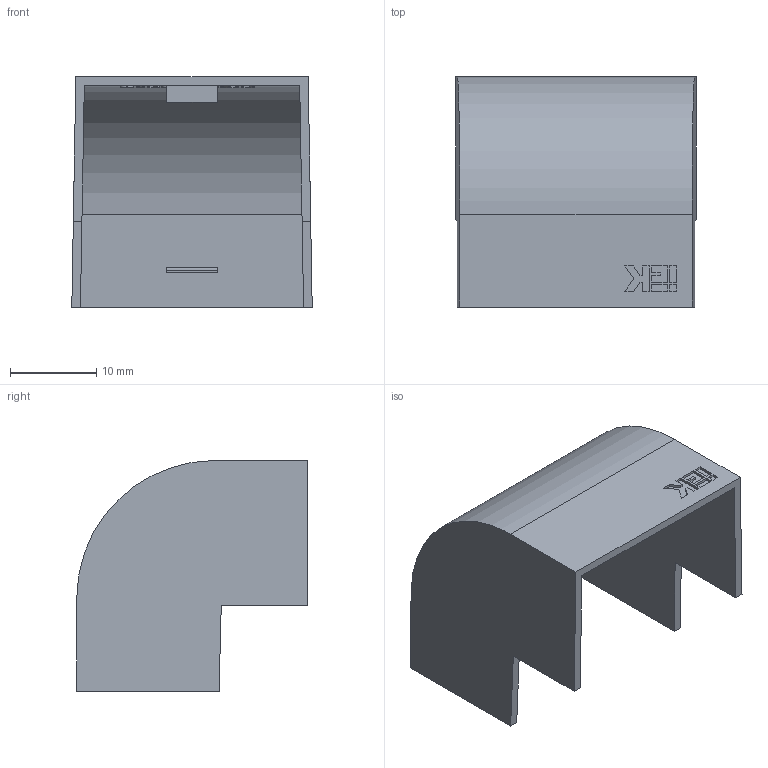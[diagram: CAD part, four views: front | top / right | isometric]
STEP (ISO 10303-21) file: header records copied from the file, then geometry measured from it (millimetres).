
FILE_DESCRIPTION (( 'STEP AP214' ), '1' );
FILE_NAME ('CKMP10D-N-025-016-K01 Âíåøíèé óãîë ÊÌÍ 25õ16 (4 øò._êîìï.).STEP', '2016-06-20T06:26:15', ( '' ), ( '' ), 'SwSTEP 2.0', 'SolidWorks 2014', '' );
FILE_SCHEMA (( 'AUTOMOTIVE_DESIGN' ));
Length unit declared in the file: millimetre
Products named in the file (1): CKMP10D-N-025-016-K01 Âíåøíèé óãîë ÊÌÍ 25õ16 (4 øò._êîìï.)
Bounding box: 27.94 x 26.8 x 26.8 mm (x, y, z)
Volume: 2300.9 mm3; surface area: 4823.5 mm2
Topology: 1 solids, 1 shells, 247 faces, 687 edges, 458 vertices
Faces by surface type: plane 144, bspline 99, cylinder 4
Entity records: 10343 total; most frequent: CARTESIAN_POINT 4670, ORIENTED_EDGE 1374, DIRECTION 783, EDGE_CURVE 687, VECTOR 481, LINE 481, VERTEX_POINT 458, EDGE_LOOP 263
